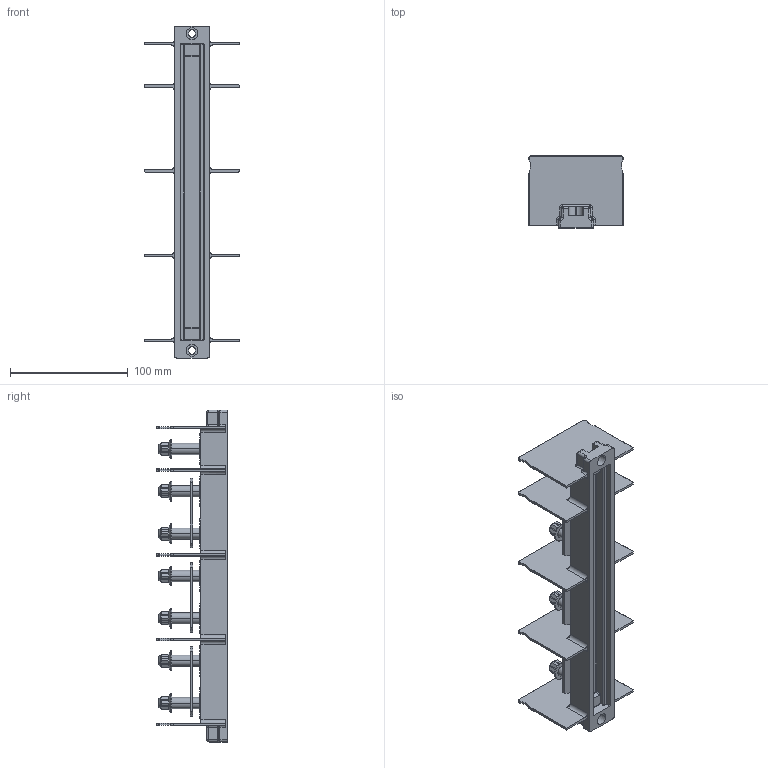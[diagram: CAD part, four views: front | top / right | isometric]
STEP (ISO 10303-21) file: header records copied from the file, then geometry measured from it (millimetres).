
FILE_DESCRIPTION((''),'2;1');
FILE_NAME('32429071001','2019-09-24T',('presta_be4'),(''),'PRO/ENGINEER BY PARAMETRIC TECHNOLOGY CORPORATION, 2014310','PRO/ENGINEER BY PARAMETRIC TECHNOLOGY CORPORATION, 2014310','');
FILE_SCHEMA(('CONFIG_CONTROL_DESIGN'));
Length unit declared in the file: millimetre
Products named in the file (1): 32429071001
Bounding box: 80 x 60.8 x 282.2 mm (x, y, z)
Volume: 209775.1 mm3; surface area: 99782.3 mm2
Topology: 4 solids, 4 shells, 831 faces, 2112 edges, 1318 vertices
Faces by surface type: plane 311, cylinder 300, torus 106, cone 74, bspline 40
Entity records: 37201 total; most frequent: CARTESIAN_POINT 17672, ORIENTED_EDGE 4216, DIRECTION 3920, EDGE_CURVE 2108, AXIS2_PLACEMENT_3D 1495, VERTEX_POINT 1318, VECTOR 930, LINE 930
